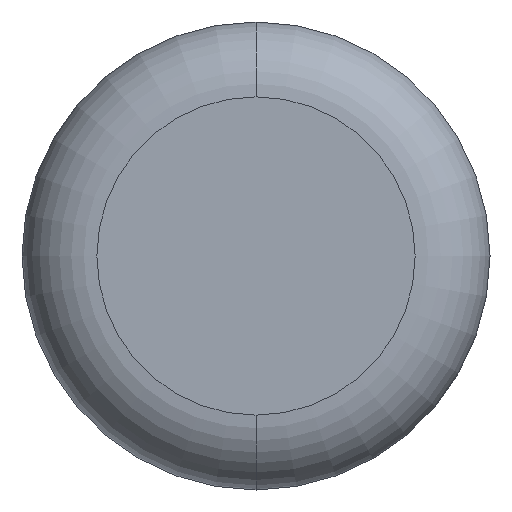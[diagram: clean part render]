
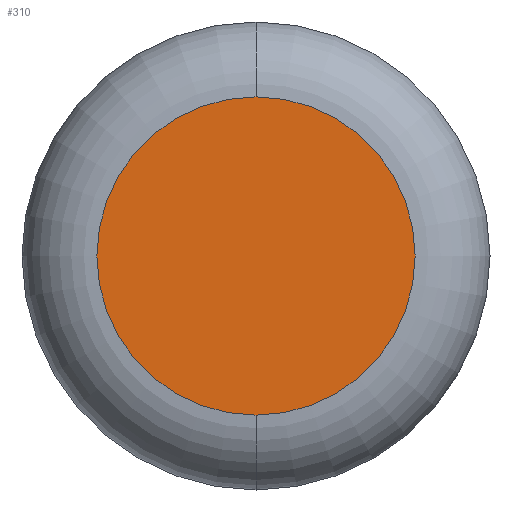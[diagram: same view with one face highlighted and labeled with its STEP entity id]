
A CAD part, front view. The second image highlights one B-rep face of the part: STEP entity #310.
In plain terms, the highlighted planar face has unit normal (0, -1, 0).
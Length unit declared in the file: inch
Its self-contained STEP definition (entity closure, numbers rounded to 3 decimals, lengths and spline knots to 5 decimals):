
#15 = CIRCLE ( 'NONE', #77, 0.1275 ) ;
#34 = CARTESIAN_POINT ( 'NONE',  ( 0., 0., 0. ) ) ;
#39 = DIRECTION ( 'NONE',  ( 0., -1., 0. ) ) ;
#77 = AXIS2_PLACEMENT_3D ( 'NONE', #34, #249, #195 ) ;
#79 = CARTESIAN_POINT ( 'NONE',  ( 0., 0., -0.1275 ) ) ;
#80 = ORIENTED_EDGE ( 'NONE', *, *, #166, .T. ) ;
#102 = DIRECTION ( 'NONE',  ( 0., 0., -1. ) ) ;
#107 = FACE_OUTER_BOUND ( 'NONE', #108, .T. ) ;
#108 = EDGE_LOOP ( 'NONE', ( #388, #80 ) ) ;
#117 = CIRCLE ( 'NONE', #394, 0.1275 ) ;
#134 = DIRECTION ( 'NONE',  ( 0., -1., 0. ) ) ;
#166 = EDGE_CURVE ( 'NONE', #325, #178, #117, .T. ) ;
#178 = VERTEX_POINT ( 'NONE', #79 ) ;
#195 = DIRECTION ( 'NONE',  ( 0., 0., -1. ) ) ;
#249 = DIRECTION ( 'NONE',  ( 0., -1., 0. ) ) ;
#250 = DIRECTION ( 'NONE',  ( 0., 0., -1. ) ) ;
#254 = CARTESIAN_POINT ( 'NONE',  ( 0., 0., 0.1275 ) ) ;
#262 = PLANE ( 'NONE',  #343 ) ;
#272 = EDGE_CURVE ( 'NONE', #178, #325, #15, .T. ) ;
#310 = ADVANCED_FACE ( 'NONE', ( #107 ), #262, .T. ) ;
#314 = CARTESIAN_POINT ( 'NONE',  ( 0., 0., 0. ) ) ;
#317 = CARTESIAN_POINT ( 'NONE',  ( 0., 0., 0. ) ) ;
#325 = VERTEX_POINT ( 'NONE', #254 ) ;
#343 = AXIS2_PLACEMENT_3D ( 'NONE', #317, #134, #102 ) ;
#388 = ORIENTED_EDGE ( 'NONE', *, *, #272, .T. ) ;
#394 = AXIS2_PLACEMENT_3D ( 'NONE', #314, #39, #250 ) ;
